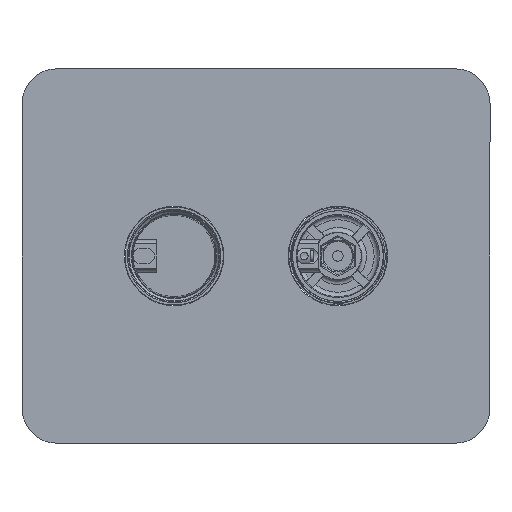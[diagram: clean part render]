
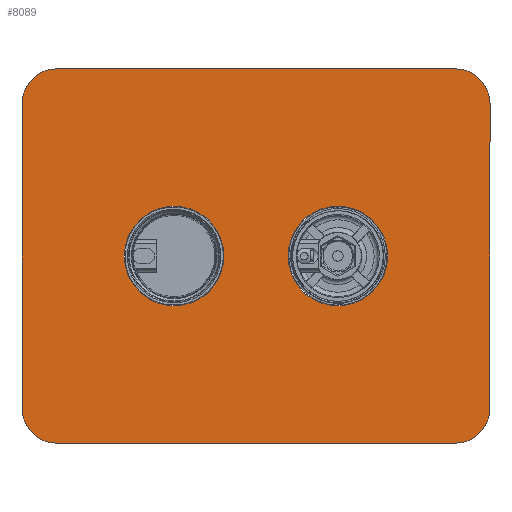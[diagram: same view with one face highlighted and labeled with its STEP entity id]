
A CAD part, left-side view. The second image highlights one B-rep face of the part: STEP entity #8089.
In plain terms, the highlighted planar face has unit normal (-1, 0, 0).
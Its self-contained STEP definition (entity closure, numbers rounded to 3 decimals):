
#26 = CARTESIAN_POINT ( 'NONE',  ( -9.3, -50., 80. ) ) ;
#92 = ORIENTED_EDGE ( 'NONE', *, *, #6807, .T. ) ;
#136 = VERTEX_POINT ( 'NONE', #3657 ) ;
#153 = CARTESIAN_POINT ( 'NONE',  ( -9.3, 0., 21.25 ) ) ;
#189 = CARTESIAN_POINT ( 'NONE',  ( -9.3, -65., 65. ) ) ;
#214 = VECTOR ( 'NONE', #5724, 1000. ) ;
#242 = ORIENTED_EDGE ( 'NONE', *, *, #7778, .T. ) ;
#367 = DIRECTION ( 'NONE',  ( 0., 0., 1. ) ) ;
#866 = PLANE ( 'NONE',  #8914 ) ;
#1427 = CARTESIAN_POINT ( 'NONE',  ( -9.3, 135., -80. ) ) ;
#1488 = VERTEX_POINT ( 'NONE', #6294 ) ;
#1612 = ORIENTED_EDGE ( 'NONE', *, *, #6317, .F. ) ;
#1623 = CIRCLE ( 'NONE', #8119, 15. ) ;
#1696 = ORIENTED_EDGE ( 'NONE', *, *, #5621, .T. ) ;
#1702 = CARTESIAN_POINT ( 'NONE',  ( -9.3, -50., -65. ) ) ;
#1710 = ORIENTED_EDGE ( 'NONE', *, *, #7657, .T. ) ;
#1763 = DIRECTION ( 'NONE',  ( -1., 0., 0. ) ) ;
#1900 = VERTEX_POINT ( 'NONE', #2172 ) ;
#2108 = EDGE_LOOP ( 'NONE', ( #2986 ) ) ;
#2172 = CARTESIAN_POINT ( 'NONE',  ( -9.3, -50., -80. ) ) ;
#2798 = FACE_OUTER_BOUND ( 'NONE', #6871, .T. ) ;
#2857 = DIRECTION ( 'NONE',  ( -1., 0., 0. ) ) ;
#2873 = DIRECTION ( 'NONE',  ( -1., 0., 0. ) ) ;
#2986 = ORIENTED_EDGE ( 'NONE', *, *, #5667, .F. ) ;
#3122 = DIRECTION ( 'NONE',  ( 0., 0., 1. ) ) ;
#3344 = EDGE_CURVE ( 'NONE', #8269, #8159, #4160, .T. ) ;
#3423 = DIRECTION ( 'NONE',  ( -1., 0., 0. ) ) ;
#3499 = VERTEX_POINT ( 'NONE', #26 ) ;
#3636 = CARTESIAN_POINT ( 'NONE',  ( -9.3, 135., 80. ) ) ;
#3657 = CARTESIAN_POINT ( 'NONE',  ( -9.3, 135., -65. ) ) ;
#3697 = EDGE_CURVE ( 'NONE', #6504, #9587, #5675, .T. ) ;
#3873 = CIRCLE ( 'NONE', #9533, 15. ) ;
#3893 = DIRECTION ( 'NONE',  ( 0., 0., 1. ) ) ;
#3991 = CIRCLE ( 'NONE', #4964, 21.25 ) ;
#4160 = LINE ( 'NONE', #5568, #4977 ) ;
#4657 = CARTESIAN_POINT ( 'NONE',  ( -9.3, 120., 80. ) ) ;
#4668 = CARTESIAN_POINT ( 'NONE',  ( -9.3, 120., -80. ) ) ;
#4726 = CARTESIAN_POINT ( 'NONE',  ( -9.3, 70., 0. ) ) ;
#4835 = AXIS2_PLACEMENT_3D ( 'NONE', #7422, #2873, #4911 ) ;
#4843 = DIRECTION ( 'NONE',  ( 0., 0., 1. ) ) ;
#4911 = DIRECTION ( 'NONE',  ( 0., 0., 1. ) ) ;
#4951 = LINE ( 'NONE', #3636, #5536 ) ;
#4964 = AXIS2_PLACEMENT_3D ( 'NONE', #8426, #9255, #3893 ) ;
#4977 = VECTOR ( 'NONE', #4843, 1000. ) ;
#5066 = FACE_BOUND ( 'NONE', #2108, .T. ) ;
#5231 = EDGE_CURVE ( 'NONE', #1900, #8269, #1623, .T. ) ;
#5536 = VECTOR ( 'NONE', #7346, 1000. ) ;
#5568 = CARTESIAN_POINT ( 'NONE',  ( -9.3, -65., -80. ) ) ;
#5621 = EDGE_CURVE ( 'NONE', #136, #9078, #3873, .T. ) ;
#5667 = EDGE_CURVE ( 'NONE', #8596, #8596, #7895, .T. ) ;
#5675 = CIRCLE ( 'NONE', #9077, 15. ) ;
#5724 = DIRECTION ( 'NONE',  ( 0., 1., 0. ) ) ;
#5932 = ORIENTED_EDGE ( 'NONE', *, *, #5231, .T. ) ;
#6217 = DIRECTION ( 'NONE',  ( 0., 0., 1. ) ) ;
#6222 = AXIS2_PLACEMENT_3D ( 'NONE', #6984, #1763, #6217 ) ;
#6294 = CARTESIAN_POINT ( 'NONE',  ( -9.3, 70., 21.25 ) ) ;
#6317 = EDGE_CURVE ( 'NONE', #1488, #1488, #3991, .T. ) ;
#6504 = VERTEX_POINT ( 'NONE', #4657 ) ;
#6549 = CARTESIAN_POINT ( 'NONE',  ( -9.3, -65., -65. ) ) ;
#6652 = CARTESIAN_POINT ( 'NONE',  ( -9.3, 120., -65. ) ) ;
#6807 = EDGE_CURVE ( 'NONE', #9078, #1900, #9241, .T. ) ;
#6871 = EDGE_LOOP ( 'NONE', ( #92, #5932, #9386, #8658, #1710, #7289, #242, #1696 ) ) ;
#6984 = CARTESIAN_POINT ( 'NONE',  ( -9.3, -50., 65. ) ) ;
#7214 = CARTESIAN_POINT ( 'NONE',  ( -9.3, -65., 80. ) ) ;
#7289 = ORIENTED_EDGE ( 'NONE', *, *, #3697, .T. ) ;
#7346 = DIRECTION ( 'NONE',  ( 0., 0., -1. ) ) ;
#7422 = CARTESIAN_POINT ( 'NONE',  ( -9.3, 0., 0. ) ) ;
#7428 = EDGE_CURVE ( 'NONE', #8159, #3499, #7435, .T. ) ;
#7435 = CIRCLE ( 'NONE', #6222, 15. ) ;
#7507 = DIRECTION ( 'NONE',  ( 0., -1., 0. ) ) ;
#7657 = EDGE_CURVE ( 'NONE', #3499, #6504, #9221, .T. ) ;
#7673 = DIRECTION ( 'NONE',  ( -1., 0., 0. ) ) ;
#7778 = EDGE_CURVE ( 'NONE', #9587, #136, #4951, .T. ) ;
#7895 = CIRCLE ( 'NONE', #4835, 21.25 ) ;
#8089 = ADVANCED_FACE ( 'NONE', ( #5066, #8629, #2798 ), #866, .T. ) ;
#8119 = AXIS2_PLACEMENT_3D ( 'NONE', #1702, #8354, #8387 ) ;
#8135 = CARTESIAN_POINT ( 'NONE',  ( -9.3, 135., 65. ) ) ;
#8159 = VERTEX_POINT ( 'NONE', #189 ) ;
#8269 = VERTEX_POINT ( 'NONE', #6549 ) ;
#8354 = DIRECTION ( 'NONE',  ( -1., 0., 0. ) ) ;
#8387 = DIRECTION ( 'NONE',  ( 0., 0., 1. ) ) ;
#8426 = CARTESIAN_POINT ( 'NONE',  ( -9.3, 70., 0. ) ) ;
#8596 = VERTEX_POINT ( 'NONE', #153 ) ;
#8629 = FACE_BOUND ( 'NONE', #8938, .T. ) ;
#8658 = ORIENTED_EDGE ( 'NONE', *, *, #7428, .T. ) ;
#8768 = VECTOR ( 'NONE', #7507, 1000. ) ;
#8914 = AXIS2_PLACEMENT_3D ( 'NONE', #4726, #7673, #3122 ) ;
#8938 = EDGE_LOOP ( 'NONE', ( #1612 ) ) ;
#9077 = AXIS2_PLACEMENT_3D ( 'NONE', #9419, #2857, #367 ) ;
#9078 = VERTEX_POINT ( 'NONE', #4668 ) ;
#9221 = LINE ( 'NONE', #7214, #214 ) ;
#9241 = LINE ( 'NONE', #1427, #8768 ) ;
#9255 = DIRECTION ( 'NONE',  ( -1., 0., 0. ) ) ;
#9386 = ORIENTED_EDGE ( 'NONE', *, *, #3344, .T. ) ;
#9419 = CARTESIAN_POINT ( 'NONE',  ( -9.3, 120., 65. ) ) ;
#9533 = AXIS2_PLACEMENT_3D ( 'NONE', #6652, #3423, #9673 ) ;
#9587 = VERTEX_POINT ( 'NONE', #8135 ) ;
#9673 = DIRECTION ( 'NONE',  ( 0., 0., 1. ) ) ;
